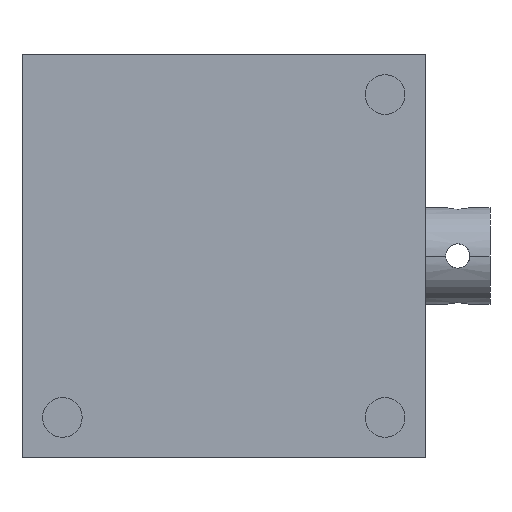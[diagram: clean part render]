
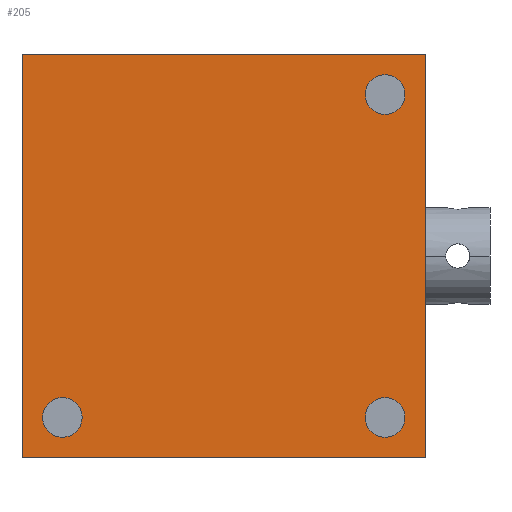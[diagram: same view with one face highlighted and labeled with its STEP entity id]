
A CAD part, front view. The second image highlights one B-rep face of the part: STEP entity #205.
In plain terms, the highlighted planar face has unit normal (0, -1, 0).
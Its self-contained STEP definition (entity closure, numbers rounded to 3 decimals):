
#205 = ADVANCED_FACE( '', ( #452, #453, #454, #455 ), #456, .T. );
#452 = FACE_BOUND( '', #777, .T. );
#453 = FACE_BOUND( '', #778, .T. );
#454 = FACE_BOUND( '', #779, .T. );
#455 = FACE_OUTER_BOUND( '', #780, .T. );
#456 = PLANE( '', #781 );
#777 = EDGE_LOOP( '', ( #1619, #1620 ) );
#778 = EDGE_LOOP( '', ( #1621, #1622 ) );
#779 = EDGE_LOOP( '', ( #1623, #1624 ) );
#780 = EDGE_LOOP( '', ( #1625, #1626, #1627, #1628 ) );
#781 = AXIS2_PLACEMENT_3D( '', #1629, #1630, #1631 );
#1619 = ORIENTED_EDGE( '', *, *, #2117, .T. );
#1620 = ORIENTED_EDGE( '', *, *, #2327, .T. );
#1621 = ORIENTED_EDGE( '', *, *, #2113, .T. );
#1622 = ORIENTED_EDGE( '', *, *, #2328, .T. );
#1623 = ORIENTED_EDGE( '', *, *, #2109, .T. );
#1624 = ORIENTED_EDGE( '', *, *, #2329, .T. );
#1625 = ORIENTED_EDGE( '', *, *, #2317, .T. );
#1626 = ORIENTED_EDGE( '', *, *, #2272, .F. );
#1627 = ORIENTED_EDGE( '', *, *, #2291, .F. );
#1628 = ORIENTED_EDGE( '', *, *, #2306, .T. );
#1629 = CARTESIAN_POINT( '', ( -12.5, 0., 12.5 ) );
#1630 = DIRECTION( '', ( 0., -1., 0. ) );
#1631 = DIRECTION( '', ( -1., 0., 0. ) );
#2109 = EDGE_CURVE( '', #2475, #2479, #2481, .T. );
#2113 = EDGE_CURVE( '', #2483, #2487, #2489, .T. );
#2117 = EDGE_CURVE( '', #2491, #2495, #2497, .T. );
#2272 = EDGE_CURVE( '', #2752, #2754, #2755, .T. );
#2291 = EDGE_CURVE( '', #2784, #2752, #2786, .T. );
#2306 = EDGE_CURVE( '', #2784, #2808, #2810, .T. );
#2317 = EDGE_CURVE( '', #2808, #2754, #2828, .T. );
#2327 = EDGE_CURVE( '', #2495, #2491, #2842, .T. );
#2328 = EDGE_CURVE( '', #2487, #2483, #2843, .T. );
#2329 = EDGE_CURVE( '', #2479, #2475, #2844, .T. );
#2475 = VERTEX_POINT( '', #3073 );
#2479 = VERTEX_POINT( '', #3078 );
#2481 = CIRCLE( '', #3081, 1.23 );
#2483 = VERTEX_POINT( '', #3083 );
#2487 = VERTEX_POINT( '', #3088 );
#2489 = CIRCLE( '', #3091, 1.23 );
#2491 = VERTEX_POINT( '', #3093 );
#2495 = VERTEX_POINT( '', #3098 );
#2497 = CIRCLE( '', #3101, 1.23 );
#2752 = VERTEX_POINT( '', #3591 );
#2754 = VERTEX_POINT( '', #3594 );
#2755 = LINE( '', #3595, #3596 );
#2784 = VERTEX_POINT( '', #3638 );
#2786 = LINE( '', #3641, #3642 );
#2808 = VERTEX_POINT( '', #3674 );
#2810 = LINE( '', #3677, #3678 );
#2828 = LINE( '', #3706, #3707 );
#2842 = CIRCLE( '', #3727, 1.23 );
#2843 = CIRCLE( '', #3728, 1.23 );
#2844 = CIRCLE( '', #3729, 1.23 );
#3073 = CARTESIAN_POINT( '', ( 10., 0., -11.23 ) );
#3078 = CARTESIAN_POINT( '', ( 10., 0., -8.771 ) );
#3081 = AXIS2_PLACEMENT_3D( '', #4052, #4053, #4054 );
#3083 = CARTESIAN_POINT( '', ( 10., 0., 8.771 ) );
#3088 = CARTESIAN_POINT( '', ( 10., 0., 11.23 ) );
#3091 = AXIS2_PLACEMENT_3D( '', #4060, #4061, #4062 );
#3093 = CARTESIAN_POINT( '', ( -10., 0., -11.23 ) );
#3098 = CARTESIAN_POINT( '', ( -10., 0., -8.771 ) );
#3101 = AXIS2_PLACEMENT_3D( '', #4068, #4069, #4070 );
#3591 = CARTESIAN_POINT( '', ( 12.5, 0., 12.5 ) );
#3594 = CARTESIAN_POINT( '', ( 12.5, 0., -12.5 ) );
#3595 = CARTESIAN_POINT( '', ( 12.5, 0., 12.5 ) );
#3596 = VECTOR( '', #4305, 1. );
#3638 = CARTESIAN_POINT( '', ( -12.5, 0., 12.5 ) );
#3641 = CARTESIAN_POINT( '', ( -12.5, 0., 12.5 ) );
#3642 = VECTOR( '', #4332, 1. );
#3674 = CARTESIAN_POINT( '', ( -12.5, 0., -12.5 ) );
#3677 = CARTESIAN_POINT( '', ( -12.5, 0., 12.5 ) );
#3678 = VECTOR( '', #4353, 1. );
#3706 = CARTESIAN_POINT( '', ( -12.5, 0., -12.5 ) );
#3707 = VECTOR( '', #4364, 1. );
#3727 = AXIS2_PLACEMENT_3D( '', #4380, #4381, #4382 );
#3728 = AXIS2_PLACEMENT_3D( '', #4383, #4384, #4385 );
#3729 = AXIS2_PLACEMENT_3D( '', #4386, #4387, #4388 );
#4052 = CARTESIAN_POINT( '', ( 10., 0., -10. ) );
#4053 = DIRECTION( '', ( 0., 1., 0. ) );
#4054 = DIRECTION( '', ( 0., 0., -1. ) );
#4060 = CARTESIAN_POINT( '', ( 10., 0., 10. ) );
#4061 = DIRECTION( '', ( 0., 1., 0. ) );
#4062 = DIRECTION( '', ( 0., 0., -1. ) );
#4068 = CARTESIAN_POINT( '', ( -10., 0., -10. ) );
#4069 = DIRECTION( '', ( 0., 1., 0. ) );
#4070 = DIRECTION( '', ( 0., 0., -1. ) );
#4305 = DIRECTION( '', ( 0., 0., -1. ) );
#4332 = DIRECTION( '', ( 1., 0., 0. ) );
#4353 = DIRECTION( '', ( 0., 0., -1. ) );
#4364 = DIRECTION( '', ( 1., 0., 0. ) );
#4380 = CARTESIAN_POINT( '', ( -10., 0., -10. ) );
#4381 = DIRECTION( '', ( 0., 1., 0. ) );
#4382 = DIRECTION( '', ( 0., 0., -1. ) );
#4383 = CARTESIAN_POINT( '', ( 10., 0., 10. ) );
#4384 = DIRECTION( '', ( 0., 1., 0. ) );
#4385 = DIRECTION( '', ( 0., 0., -1. ) );
#4386 = CARTESIAN_POINT( '', ( 10., 0., -10. ) );
#4387 = DIRECTION( '', ( 0., 1., 0. ) );
#4388 = DIRECTION( '', ( 0., 0., -1. ) );
